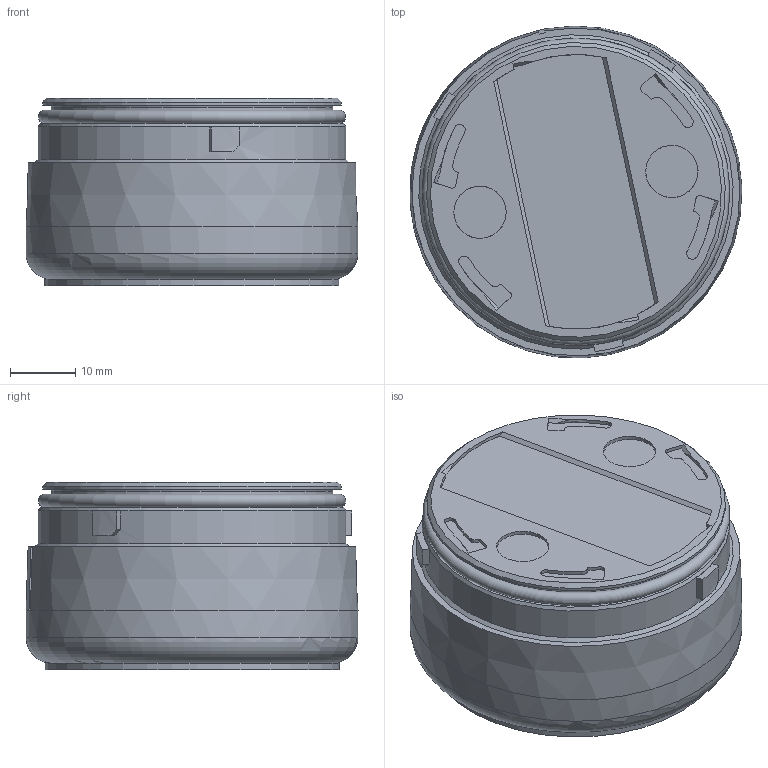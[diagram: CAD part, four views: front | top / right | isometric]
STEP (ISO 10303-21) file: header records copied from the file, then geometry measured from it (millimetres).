
FILE_DESCRIPTION(/* description */ (''),/* implementation_level */ '2;1');
FILE_NAME(/* name */ 'VMW.stp',/* time_stamp */ '2016-09-05T09:57:32+02:00',/* author */ (''),/* organization */ (''),/* preprocessor_version */ 'ST-DEVELOPER v11',/* originating_system */ 'SIEMENS PLM Software NX 7.5',/* authorisation */ '');
FILE_SCHEMA (('AUTOMOTIVE_DESIGN { 1 0 10303 214 1 1 1 1 }'));
Length unit declared in the file: millimetre
Products named in the file (1): m.neEB5D0kzq
Bounding box: 50.76 x 50.78 x 28.7 mm (x, y, z)
Volume: 49505.1 mm3; surface area: 13211 mm2
Topology: 3 solids, 4 shells, 138 faces, 333 edges, 220 vertices
Faces by surface type: plane 73, cylinder 46, cone 13, torus 4, bspline 2
Full cylindrical faces by diameter (mm): 3.2 x1, 4.5 x4, 8 x2, 19 x1, 20.2 x1, 24 x1, 42 x1, 43.05 x1, 45 x1, 45.7 x1, 47.1 x1, 50.8 x1
Entity records: 6268 total; most frequent: CARTESIAN_POINT 3058, DIRECTION 684, ORIENTED_EDGE 600, EDGE_CURVE 300, AXIS2_PLACEMENT_3D 266, VERTEX_POINT 212, EDGE_LOOP 185, LINE 152
